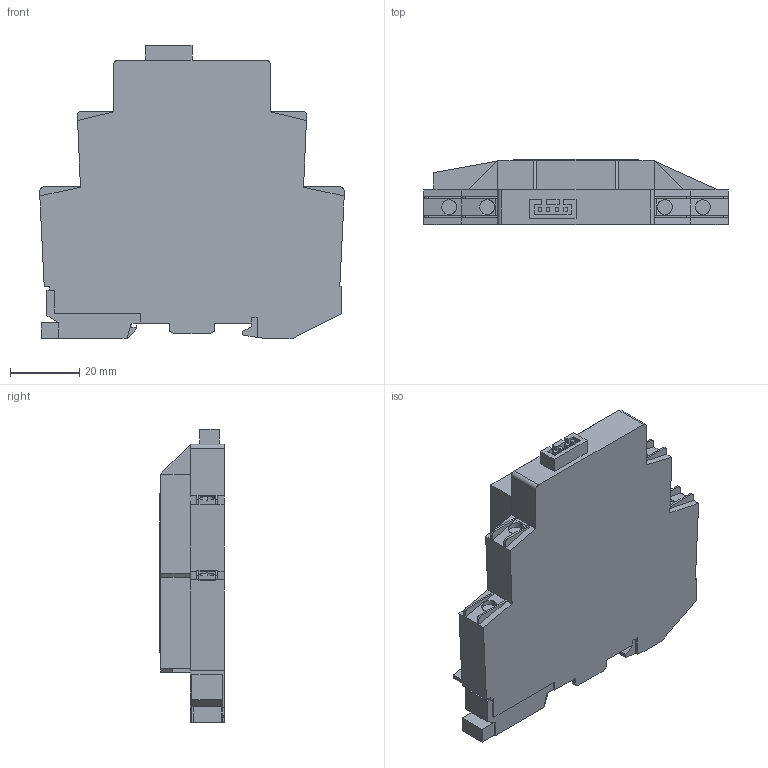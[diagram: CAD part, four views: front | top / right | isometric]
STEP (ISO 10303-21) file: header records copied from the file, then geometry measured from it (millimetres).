
FILE_DESCRIPTION(('starvars output'),'2;1');
FILE_NAME('cv20200403080746000009062.stp','08:07:46 2020/04/03',( 'Thomas Industrial Network Germany GmbH'),( 'Thomas Industrial Network Germany GmbH'),'unknown preprocess','ACIS' ,'unknown authorization');
FILE_SCHEMA(('AUTOMOTIVE_DESIGN_CC2 {UNKNOWN IMPLEMENTATION LEVEL}'));
Length unit declared in the file: millimetre
Products named in the file (1): PRODUCT_ID_1
Bounding box: 87.66 x 18.71 x 84.38 mm (x, y, z)
Volume: 77825 mm3; surface area: 17707.1 mm2
Topology: 1 solids, 1 shells, 218 faces, 569 edges, 364 vertices
Faces by surface type: plane 200, cylinder 18
Entity records: 7806 total; most frequent: ORIENTED_EDGE 1138, CARTESIAN_POINT 1028, DIRECTION 868, EDGE_CURVE 569, VECTOR 460, LINE 460, VERTEX_POINT 364, EDGE_LOOP 229
